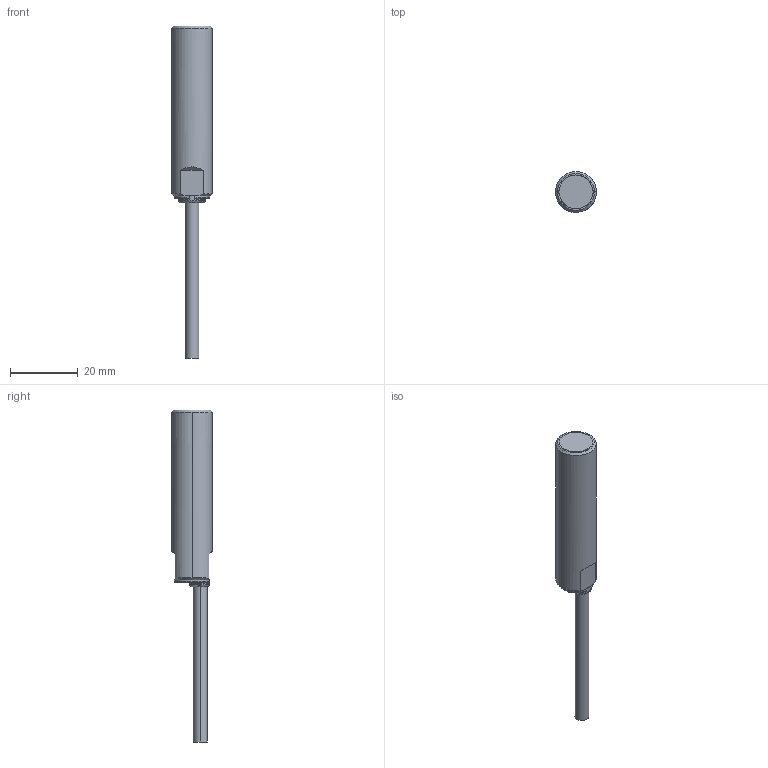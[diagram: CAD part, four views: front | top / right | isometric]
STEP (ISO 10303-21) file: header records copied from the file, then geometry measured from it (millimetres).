
FILE_DESCRIPTION((''),'2;1');
FILE_NAME('LONG_FLUSH_CABLE_ASM','2018-05-23T',('Eric.Zhang'),(''),'PRO/ENGINEER BY PARAMETRIC TECHNOLOGY CORPORATION, 2007450','PRO/ENGINEER BY PARAMETRIC TECHNOLOGY CORPORATION, 2007450','');
FILE_SCHEMA(('AUTOMOTIVE_DESIGN_CC2 { 1 2 10303 214 -1 1 5 2 }'));
Length unit declared in the file: millimetre
Products named in the file (8): 84-019; 1402165; 1413156; 58-200; LONG_FLUSH_CABLE_PCB; CABLE; COMPOUND_LFC; LONG_FLUSH_CABLE_ASM
Assembly tree (7 placements, depth 2):
  LONG_FLUSH_CABLE_ASM
    84-019
    1402165
    1413156
    58-200
    LONG_FLUSH_CABLE_PCB
    CABLE
    COMPOUND_LFC
Bounding box: 12 x 12 x 97.75 mm (x, y, z)
Volume: 6277 mm3; surface area: 8831.3 mm2
Topology: 7 solids, 7 shells, 505 faces, 1378 edges, 882 vertices
Faces by surface type: plane 245, cylinder 141, torus 61, cone 26, bspline 22, sphere 10
Entity records: 19878 total; most frequent: CARTESIAN_POINT 4106, DIRECTION 2788, ORIENTED_EDGE 2740, EDGE_CURVE 1370, AXIS2_PLACEMENT_3D 1059, VERTEX_POINT 882, PRESENTATION_STYLE_ASSIGNMENT 832, STYLED_ITEM 788
